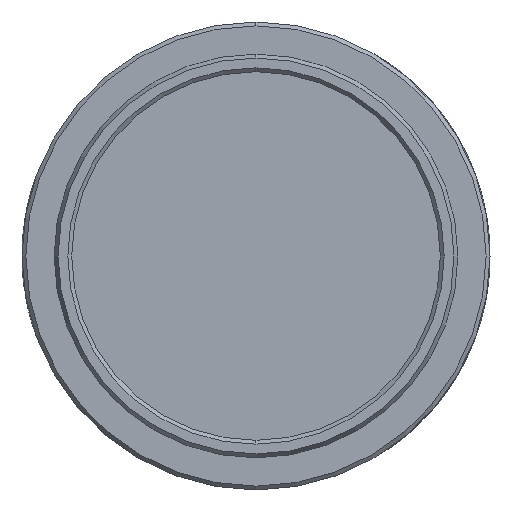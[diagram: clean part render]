
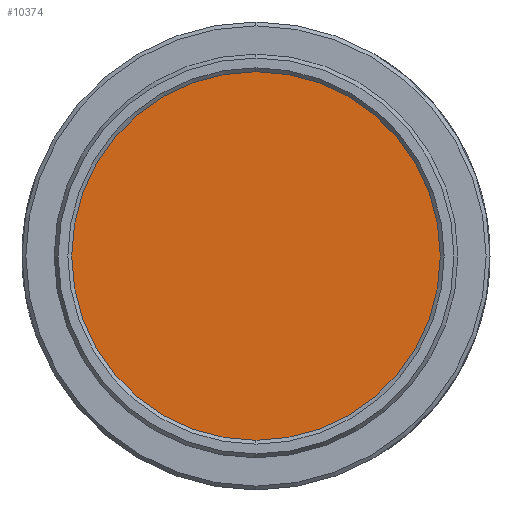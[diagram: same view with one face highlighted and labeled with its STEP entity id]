
A CAD part, left-side view. The second image highlights one B-rep face of the part: STEP entity #10374.
In plain terms, the highlighted planar face has unit normal (-1, 0, 0).
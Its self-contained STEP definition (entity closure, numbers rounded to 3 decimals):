
#622 = EDGE_CURVE ( 'NONE', #5178, #695, #8331, .T. ) ;
#695 = VERTEX_POINT ( 'NONE', #6712 ) ;
#1028 = EDGE_LOOP ( 'NONE', ( #13273, #6433 ) ) ;
#1822 = DIRECTION ( 'NONE',  ( 1., 0., 0. ) ) ;
#4079 = PLANE ( 'NONE',  #5887 ) ;
#5124 = EDGE_CURVE ( 'NONE', #695, #5178, #8804, .T. ) ;
#5178 = VERTEX_POINT ( 'NONE', #13672 ) ;
#5786 = AXIS2_PLACEMENT_3D ( 'NONE', #8790, #1822, #9989 ) ;
#5887 = AXIS2_PLACEMENT_3D ( 'NONE', #9913, #14622, #7610 ) ;
#6433 = ORIENTED_EDGE ( 'NONE', *, *, #5124, .F. ) ;
#6603 = DIRECTION ( 'NONE',  ( 1., 0., 0. ) ) ;
#6712 = CARTESIAN_POINT ( 'NONE',  ( -1.905, 0.386, 12.553 ) ) ;
#7610 = DIRECTION ( 'NONE',  ( 0., -0.031, -1. ) ) ;
#8331 = CIRCLE ( 'NONE', #13334, 12.559 ) ;
#8790 = CARTESIAN_POINT ( 'NONE',  ( -1.905, 0., 0. ) ) ;
#8804 = CIRCLE ( 'NONE', #5786, 12.559 ) ;
#9913 = CARTESIAN_POINT ( 'NONE',  ( -1.905, 0., 0. ) ) ;
#9989 = DIRECTION ( 'NONE',  ( 0., -0.031, -1. ) ) ;
#10374 = ADVANCED_FACE ( 'NONE', ( #13243 ), #4079, .F. ) ;
#13243 = FACE_OUTER_BOUND ( 'NONE', #1028, .T. ) ;
#13273 = ORIENTED_EDGE ( 'NONE', *, *, #622, .F. ) ;
#13334 = AXIS2_PLACEMENT_3D ( 'NONE', #13635, #6603, #14799 ) ;
#13635 = CARTESIAN_POINT ( 'NONE',  ( -1.905, 0., 0. ) ) ;
#13672 = CARTESIAN_POINT ( 'NONE',  ( -1.905, -0.386, -12.553 ) ) ;
#14622 = DIRECTION ( 'NONE',  ( 1., 0., 0. ) ) ;
#14799 = DIRECTION ( 'NONE',  ( 0., -0.031, -1. ) ) ;
